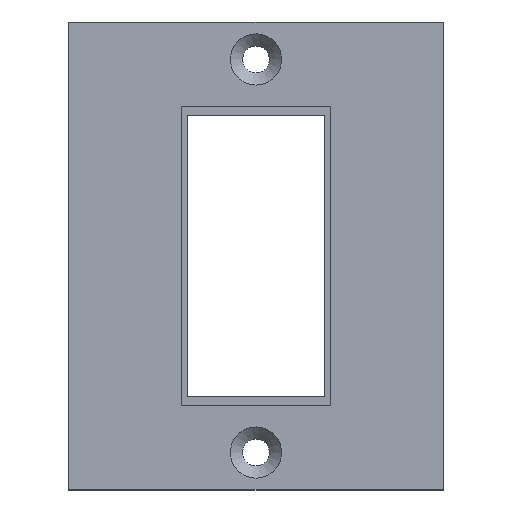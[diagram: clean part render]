
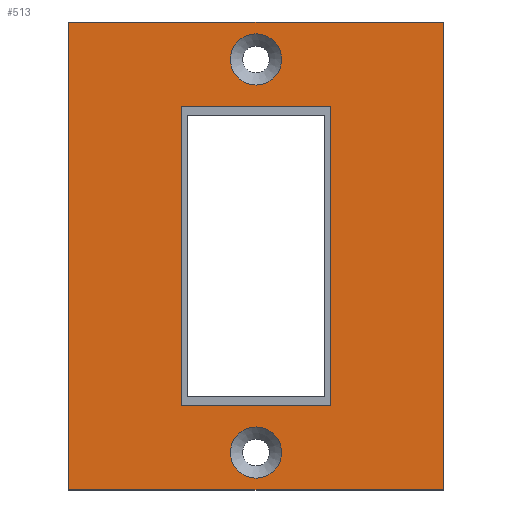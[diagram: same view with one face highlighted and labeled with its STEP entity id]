
A CAD part, top view. The second image highlights one B-rep face of the part: STEP entity #513.
In plain terms, the highlighted planar face has unit normal (0, 0, 1).
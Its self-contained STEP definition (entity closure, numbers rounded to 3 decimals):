
#26=CIRCLE('',#558,4.1);
#27=CIRCLE('',#559,4.1);
#80=ORIENTED_EDGE('',*,*,#196,.T.);
#81=ORIENTED_EDGE('',*,*,#197,.T.);
#82=ORIENTED_EDGE('',*,*,#198,.F.);
#83=ORIENTED_EDGE('',*,*,#199,.F.);
#84=ORIENTED_EDGE('',*,*,#200,.F.);
#85=ORIENTED_EDGE('',*,*,#201,.F.);
#86=ORIENTED_EDGE('',*,*,#178,.T.);
#87=ORIENTED_EDGE('',*,*,#182,.T.);
#88=ORIENTED_EDGE('',*,*,#185,.T.);
#89=ORIENTED_EDGE('',*,*,#188,.T.);
#178=EDGE_CURVE('',#240,#241,#290,.T.);
#182=EDGE_CURVE('',#241,#244,#294,.T.);
#185=EDGE_CURVE('',#244,#246,#297,.T.);
#188=EDGE_CURVE('',#246,#240,#300,.T.);
#196=EDGE_CURVE('',#254,#254,#26,.T.);
#197=EDGE_CURVE('',#255,#255,#27,.T.);
#198=EDGE_CURVE('',#256,#257,#306,.T.);
#199=EDGE_CURVE('',#258,#256,#307,.T.);
#200=EDGE_CURVE('',#259,#258,#308,.T.);
#201=EDGE_CURVE('',#257,#259,#309,.T.);
#240=VERTEX_POINT('',#748);
#241=VERTEX_POINT('',#749);
#244=VERTEX_POINT('',#757);
#246=VERTEX_POINT('',#763);
#254=VERTEX_POINT('',#785);
#255=VERTEX_POINT('',#787);
#256=VERTEX_POINT('',#789);
#257=VERTEX_POINT('',#790);
#258=VERTEX_POINT('',#792);
#259=VERTEX_POINT('',#794);
#290=LINE('',#747,#350);
#294=LINE('',#756,#354);
#297=LINE('',#762,#357);
#300=LINE('',#768,#360);
#306=LINE('',#788,#366);
#307=LINE('',#791,#367);
#308=LINE('',#793,#368);
#309=LINE('',#795,#369);
#350=VECTOR('',#610,1000.);
#354=VECTOR('',#616,1000.);
#357=VECTOR('',#621,1000.);
#360=VECTOR('',#626,1000.);
#366=VECTOR('',#644,1000.);
#367=VECTOR('',#645,1000.);
#368=VECTOR('',#646,1000.);
#369=VECTOR('',#647,1000.);
#408=EDGE_LOOP('',(#80));
#409=EDGE_LOOP('',(#81));
#410=EDGE_LOOP('',(#82,#83,#84,#85));
#411=EDGE_LOOP('',(#86,#87,#88,#89));
#450=FACE_BOUND('',#408,.T.);
#451=FACE_BOUND('',#409,.T.);
#452=FACE_BOUND('',#410,.T.);
#453=FACE_BOUND('',#411,.T.);
#488=PLANE('',#557);
#513=ADVANCED_FACE('',(#450,#451,#452,#453),#488,.T.);
#557=AXIS2_PLACEMENT_3D('',#783,#638,#639);
#558=AXIS2_PLACEMENT_3D('',#784,#640,#641);
#559=AXIS2_PLACEMENT_3D('',#786,#642,#643);
#610=DIRECTION('',(-1.,0.,0.));
#616=DIRECTION('',(0.,-1.,0.));
#621=DIRECTION('',(1.,0.,0.));
#626=DIRECTION('',(0.,1.,0.));
#638=DIRECTION('',(0.,0.,1.));
#639=DIRECTION('',(1.,0.,0.));
#640=DIRECTION('',(0.,0.,-1.));
#641=DIRECTION('',(-1.,0.,0.));
#642=DIRECTION('',(0.,0.,-1.));
#643=DIRECTION('',(-1.,0.,0.));
#644=DIRECTION('',(-1.,0.,0.));
#645=DIRECTION('',(0.,1.,0.));
#646=DIRECTION('',(1.,0.,0.));
#647=DIRECTION('',(0.,-1.,0.));
#747=CARTESIAN_POINT('',(30.,37.5,0.));
#748=CARTESIAN_POINT('',(30.,37.5,0.));
#749=CARTESIAN_POINT('',(-30.,37.5,0.));
#756=CARTESIAN_POINT('',(-30.,37.5,0.));
#757=CARTESIAN_POINT('',(-30.,-37.5,0.));
#762=CARTESIAN_POINT('',(-30.,-37.5,0.));
#763=CARTESIAN_POINT('',(30.,-37.5,0.));
#768=CARTESIAN_POINT('',(30.,-37.5,0.));
#783=CARTESIAN_POINT('',(0.,0.,0.));
#784=CARTESIAN_POINT('',(0.,-31.5,0.));
#785=CARTESIAN_POINT('',(-4.1,-31.5,0.));
#786=CARTESIAN_POINT('',(0.,31.5,0.));
#787=CARTESIAN_POINT('',(-4.1,31.5,0.));
#788=CARTESIAN_POINT('',(12.,24.,0.));
#789=CARTESIAN_POINT('',(12.,24.,0.));
#790=CARTESIAN_POINT('',(-12.,24.,0.));
#791=CARTESIAN_POINT('',(12.,-24.,0.));
#792=CARTESIAN_POINT('',(12.,-24.,0.));
#793=CARTESIAN_POINT('',(-12.,-24.,0.));
#794=CARTESIAN_POINT('',(-12.,-24.,0.));
#795=CARTESIAN_POINT('',(-12.,24.,0.));
